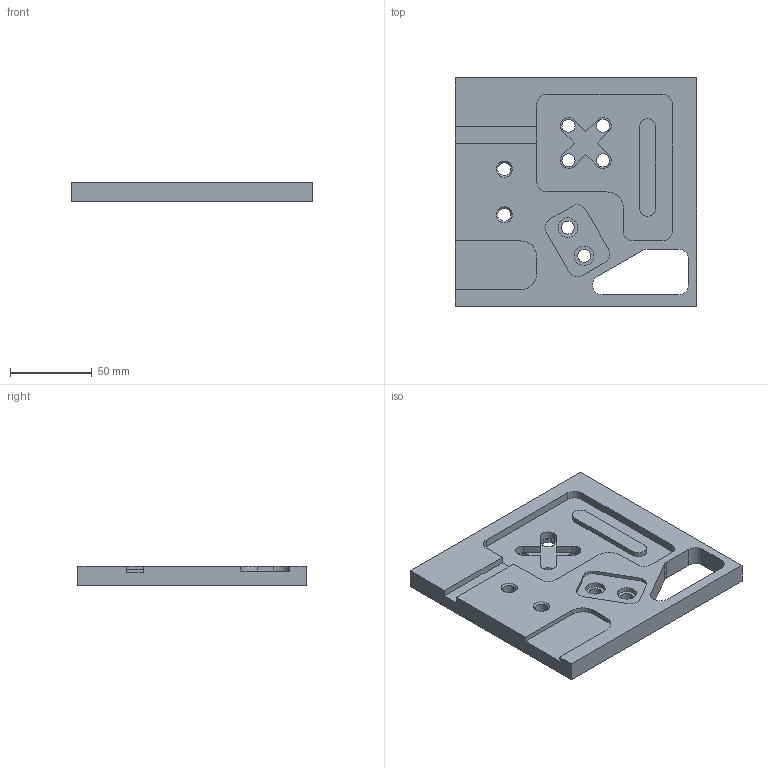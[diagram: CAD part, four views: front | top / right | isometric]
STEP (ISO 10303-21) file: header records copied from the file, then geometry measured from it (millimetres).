
FILE_DESCRIPTION(('produced by SPATIAL CORP'),'2;1');
FILE_NAME('DEMO06.hh.sat.stp','2002-04-19T11:17:19+00:00',('SPATIAL CORP'),('SPATIAL CORP'), 'ACIS STEP Husk','http://www.spatial.com','SPATIAL CORP');
FILE_SCHEMA(('CONFIG_CONTROL_DESIGN'));
Length unit declared in the file: millimetre
Products named in the file (1): PRODUCT_ID_1
Bounding box: 148 x 140 x 12 mm (x, y, z)
Volume: 190283.3 mm3; surface area: 51669.3 mm2
Topology: 1 solids, 1 shells, 96 faces, 263 edges, 174 vertices
Faces by surface type: cylinder 49, plane 43, cone 4
Entity records: 2911 total; most frequent: ORIENTED_EDGE 526, CARTESIAN_POINT 475, DIRECTION 444, EDGE_CURVE 263, VERTEX_POINT 174, VECTOR 158, LINE 158, AXIS2_PLACEMENT_3D 143
